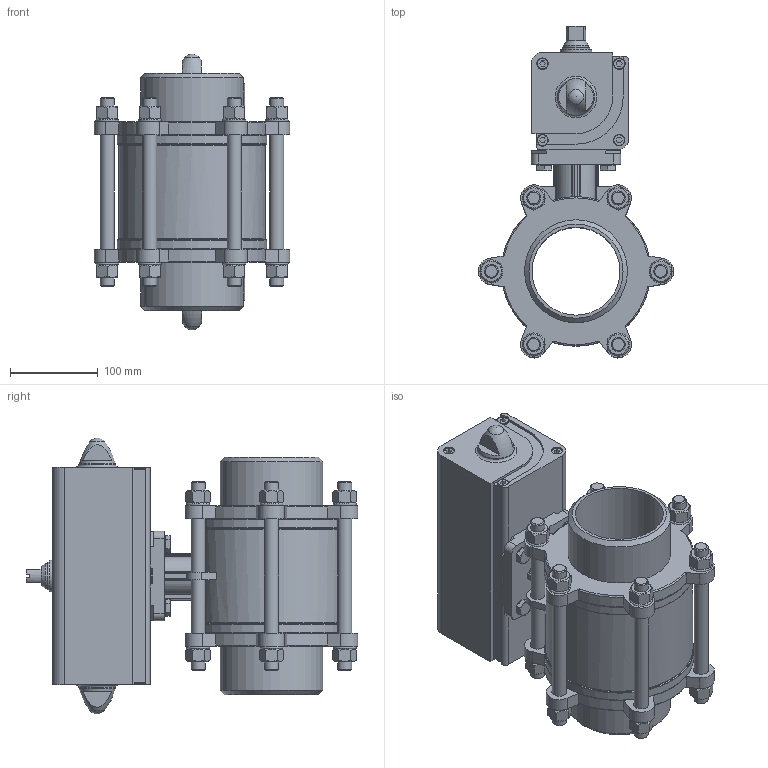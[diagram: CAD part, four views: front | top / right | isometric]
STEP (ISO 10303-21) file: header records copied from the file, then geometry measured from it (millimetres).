
FILE_DESCRIPTION(/* description */ ('STEP AP214'),/* implementation_level */ '2;1');
FILE_NAME(/* name */ '1810740_VZBA-4-WW-63-T-22-F10-V4V4T-PP240-R-90-C',/* time_stamp */ '2024-09-18T00:43:11+02:00',/* author */ ('License CC BY-ND 4.0'),/* organization */ ('CADENAS'),/* preprocessor_version */ 'ST-DEVELOPER v19.3',/* originating_system */ 'PARTsolutions',/* authorisation */ ' ');
FILE_SCHEMA (('AUTOMOTIVE_DESIGN {1 0 10303 214 3 1 1}'));
Length unit declared in the file: millimetre
Products named in the file (6): 1810740 VZBA-4"-WW-63-T-22-F10-V4V4T-PP240-R-90-C; 1686705 VZBA-4''-WW-63-T-22-F10-V4V4T; 690069 S 10 A2; Hexagon bolt DIN 933 - M10x25; 533422 DAPS-0240-090-R-F0710---(1); 533422 DAPS-0240-090-R-F0710---(2)
Assembly tree (10 placements, depth 2):
  1810740 VZBA-4"-WW-63-T-22-F10-V4V4T-PP240-R-90-C
    690069 S 10 A2  x4
    Hexagon bolt DIN 933 - M10x25  x4
    533422 DAPS-0240-090-R-F0710---(1)
    533422 DAPS-0240-090-R-F0710---(2)
  1686705 VZBA-4''-WW-63-T-22-F10-V4V4T
Bounding box: 222.4 x 377.43 x 313.6 mm (x, y, z)
Volume: 6277337.5 mm3; surface area: 565134 mm2
Topology: 11 solids, 11 shells, 722 faces, 1775 edges, 1139 vertices
Faces by surface type: plane 378, cylinder 173, cone 123, torus 46, sphere 2
Full cylindrical faces by diameter (mm): 4.134 x8, 4.917 x1, 6.647 x4, 8.376 x4, 8.566 x2, 10 x4, 10.5 x4, 11 x4, 13 x8, 14.63 x4, 16 x22, 17 x14, 28 x1, 29 x1, 31.3 x1, 36 x2, 44 x2, 100 x1, 117 x2, 167 x1, 170 x1
Entity records: 18912 total; most frequent: CARTESIAN_POINT 4360, DIRECTION 2912, ORIENTED_EDGE 2718, EDGE_CURVE 1359, AXIS2_PLACEMENT_3D 1111, VERTEX_POINT 1001, FACE_BOUND 962, EDGE_LOOP 943
